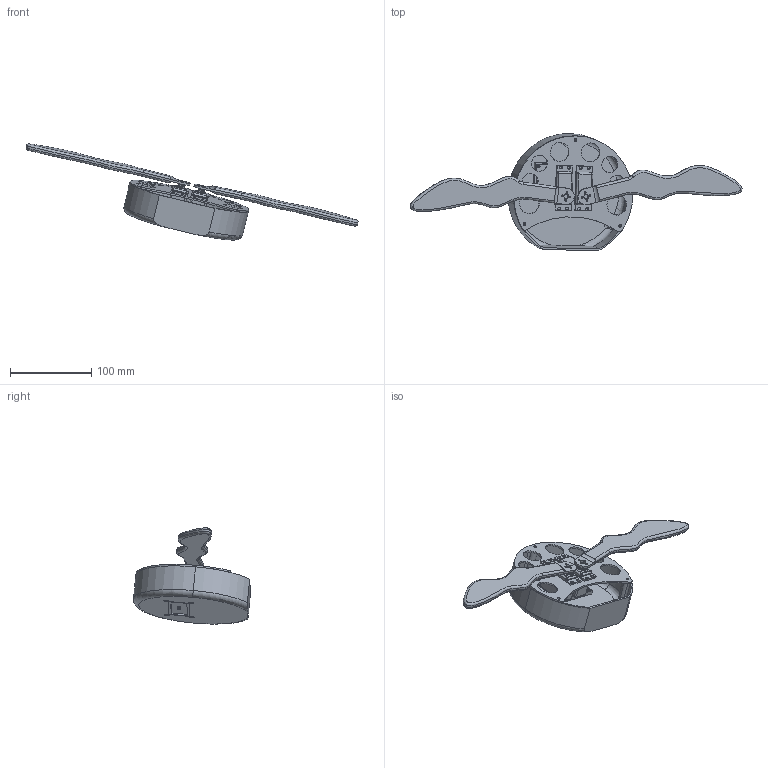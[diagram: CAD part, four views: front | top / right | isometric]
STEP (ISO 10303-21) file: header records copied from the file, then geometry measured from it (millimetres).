
FILE_DESCRIPTION (( 'STEP AP214' ), '1' );
FILE_NAME ('Assemblage_mascotte_2.STEP', '2019-06-20T19:31:25', ( '' ), ( '' ), 'SwSTEP 2.0', 'SolidWorks 2018', '' );
FILE_SCHEMA (( 'AUTOMOTIVE_DESIGN' ));
Length unit declared in the file: centimetre
Products named in the file (7): servomoteur; facade_2; bras1; Assemblage_mascotte_2; screw_din_7991-m3x8-8_8; plaque1_entretoise_servo; ecran
Assembly tree (11 placements, depth 2):
  Assemblage_mascotte_2
    facade_2
    plaque1_entretoise_servo
    ecran
    servomoteur  x2
    bras1  x2
    screw_din_7991-m3x8-8_8  x4
Bounding box: 408.25 x 143.96 x 118.25 mm (x, y, z)
Volume: 231966.4 mm3; surface area: 133261.3 mm2
Topology: 11 solids, 11 shells, 792 faces, 2121 edges, 1348 vertices
Faces by surface type: plane 394, cylinder 284, cone 40, bspline 32, torus 26, sphere 16
Entity records: 19858 total; most frequent: CARTESIAN_POINT 7012, ORIENTED_EDGE 2622, DIRECTION 2603, EDGE_CURVE 1311, AXIS2_PLACEMENT_3D 879, VERTEX_POINT 849, LINE 845, VECTOR 845
